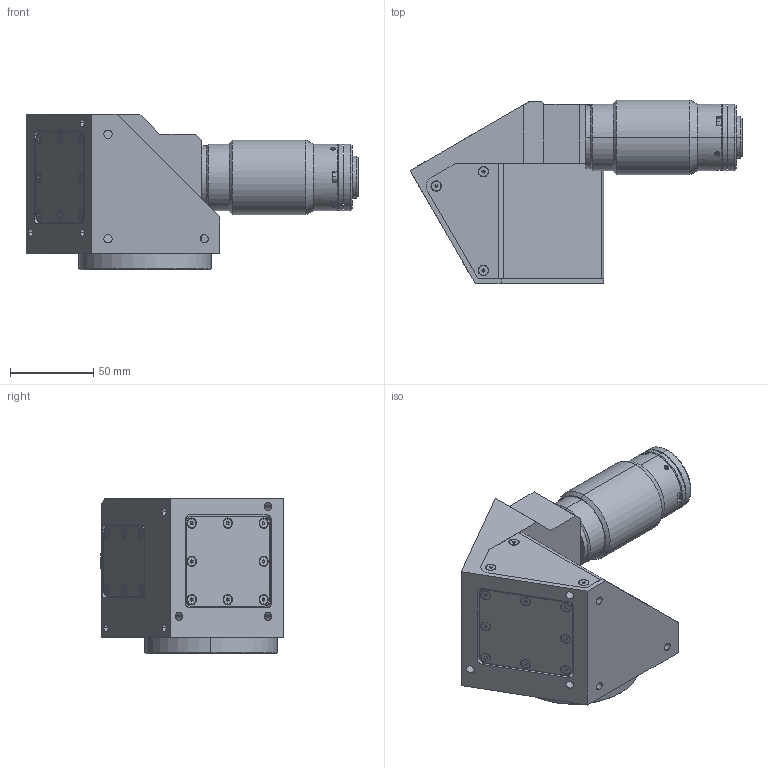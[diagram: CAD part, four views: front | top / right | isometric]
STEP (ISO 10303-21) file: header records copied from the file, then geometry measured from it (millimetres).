
FILE_DESCRIPTION (( 'STEP AP203' ), '1' );
FILE_NAME ('DP23974-C_TCCR4M056-C.step', '2022-02-18T09:42:16', ( '' ), ( '' ), 'SwSTEP 2.0', 'SolidWorks 2021', '' );
FILE_SCHEMA (( 'CONFIG_CONTROL_DESIGN' ));
Length unit declared in the file: millimetre
Products named in the file (1): DP23974-C_TCCR4M056-C
Bounding box: 199.99 x 110.67 x 93.6 mm (x, y, z)
Surface area: 80453.6 mm2 (no closed solid volume)
Topology: 0 solids, 48 shells, 439 faces, 1371 edges, 925 vertices
Faces by surface type: plane 213, cylinder 116, cone 102, torus 6, sphere 2
Entity records: 15084 total; most frequent: CARTESIAN_POINT 2936, DIRECTION 2658, ORIENTED_EDGE 2098, EDGE_CURVE 1333, VERTEX_POINT 925, AXIS2_PLACEMENT_3D 911, VECTOR 836, LINE 836
